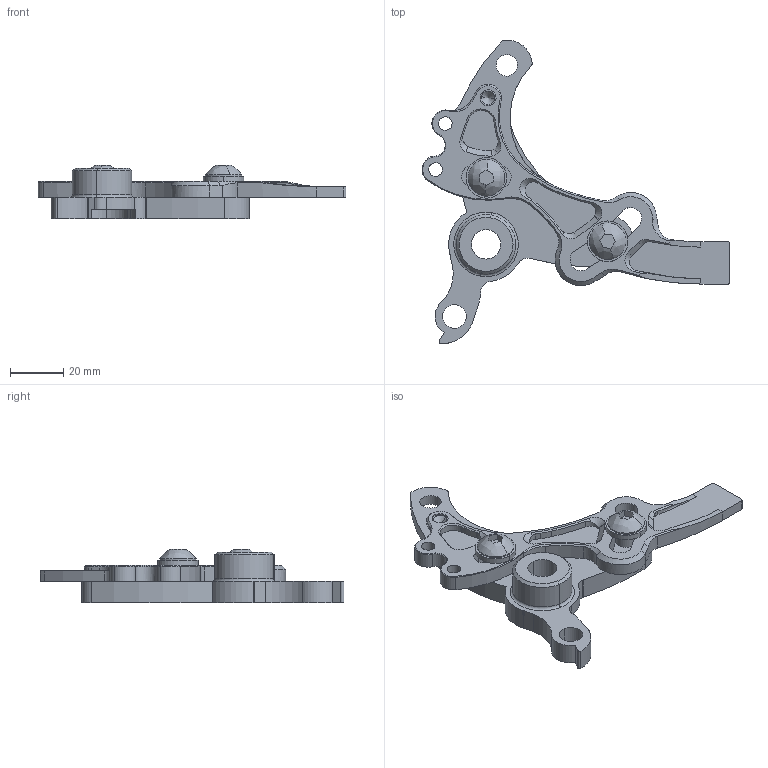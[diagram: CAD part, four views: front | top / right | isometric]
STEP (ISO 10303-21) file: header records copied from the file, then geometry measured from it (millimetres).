
FILE_DESCRIPTION (( 'STEP AP214' ), '1' );
FILE_NAME ('DR4142.STEP', '2018-11-20T21:43:14', ( 'JeffCAD' ), ( 'Microsoft' ), 'SwSTEP 2.0', 'SolidWorks 2018', '' );
FILE_SCHEMA (( 'AUTOMOTIVE_DESIGN' ));
Length unit declared in the file: inch
Products named in the file (6): DR4042; MS2015; ROCKER_PIN; MS1014; DS1035R; DR4142
Assembly tree (7 placements, depth 2):
  DR4142
    DS1035R
    MS1014  x2
    ROCKER_PIN
    MS2015  x2
    DR4042
Bounding box: 115.35 x 113.87 x 20.11 mm (x, y, z)
Volume: 35204.5 mm3; surface area: 22008.7 mm2
Topology: 7 solids, 7 shells, 260 faces, 684 edges, 442 vertices
Faces by surface type: cylinder 141, plane 53, cone 52, bspline 8, torus 6
Entity records: 8400 total; most frequent: CARTESIAN_POINT 1724, DIRECTION 1363, ORIENTED_EDGE 1268, EDGE_CURVE 634, AXIS2_PLACEMENT_3D 556, VERTEX_POINT 412, CIRCLE 313, EDGE_LOOP 270
